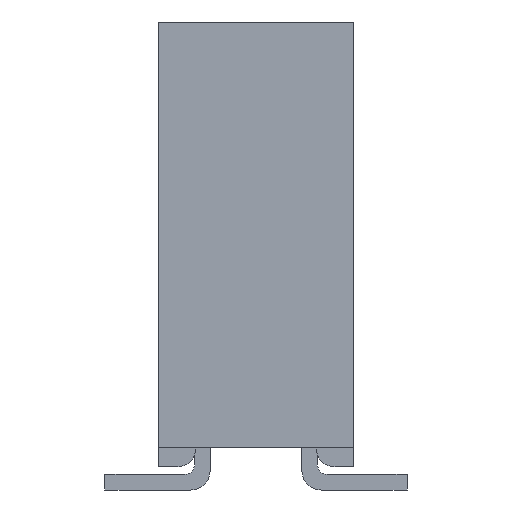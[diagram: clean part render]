
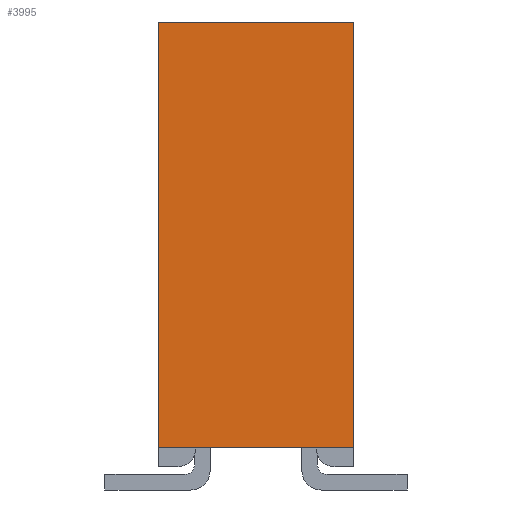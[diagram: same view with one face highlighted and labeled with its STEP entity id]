
A CAD part, left-side view. The second image highlights one B-rep face of the part: STEP entity #3995.
In plain terms, the highlighted planar face has unit normal (-1, 0, 0).
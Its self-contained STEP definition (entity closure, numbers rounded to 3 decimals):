
#3995 = ADVANCED_FACE('',(#3996),#4030,.F.);
#3996 = FACE_BOUND('',#3997,.T.);
#3997 = EDGE_LOOP('',(#3998,#4008,#4016,#4024));
#3998 = ORIENTED_EDGE('',*,*,#3999,.T.);
#3999 = EDGE_CURVE('',#4000,#4002,#4004,.T.);
#4000 = VERTEX_POINT('',#4001);
#4001 = CARTESIAN_POINT('',(-12.827,5.791,-1.27));
#4002 = VERTEX_POINT('',#4003);
#4003 = CARTESIAN_POINT('',(-12.827,0.254,-1.27));
#4004 = LINE('',#4005,#4006);
#4005 = CARTESIAN_POINT('',(-12.827,5.791,-1.27));
#4006 = VECTOR('',#4007,1.);
#4007 = DIRECTION('',(0.,-1.,0.));
#4008 = ORIENTED_EDGE('',*,*,#4009,.T.);
#4009 = EDGE_CURVE('',#4002,#4010,#4012,.T.);
#4010 = VERTEX_POINT('',#4011);
#4011 = CARTESIAN_POINT('',(-12.827,0.254,1.27));
#4012 = LINE('',#4013,#4014);
#4013 = CARTESIAN_POINT('',(-12.827,0.254,-0.787));
#4014 = VECTOR('',#4015,1.);
#4015 = DIRECTION('',(0.,0.,1.));
#4016 = ORIENTED_EDGE('',*,*,#4017,.F.);
#4017 = EDGE_CURVE('',#4018,#4010,#4020,.T.);
#4018 = VERTEX_POINT('',#4019);
#4019 = CARTESIAN_POINT('',(-12.827,5.791,1.27));
#4020 = LINE('',#4021,#4022);
#4021 = CARTESIAN_POINT('',(-12.827,5.791,1.27));
#4022 = VECTOR('',#4023,1.);
#4023 = DIRECTION('',(0.,-1.,0.));
#4024 = ORIENTED_EDGE('',*,*,#4025,.F.);
#4025 = EDGE_CURVE('',#4000,#4018,#4026,.T.);
#4026 = LINE('',#4027,#4028);
#4027 = CARTESIAN_POINT('',(-12.827,5.791,-1.27));
#4028 = VECTOR('',#4029,1.);
#4029 = DIRECTION('',(0.,0.,1.));
#4030 = PLANE('',#4031);
#4031 = AXIS2_PLACEMENT_3D('',#4032,#4033,#4034);
#4032 = CARTESIAN_POINT('',(-12.827,5.791,-1.27));
#4033 = DIRECTION('',(1.,0.,0.));
#4034 = DIRECTION('',(0.,0.,-1.));
